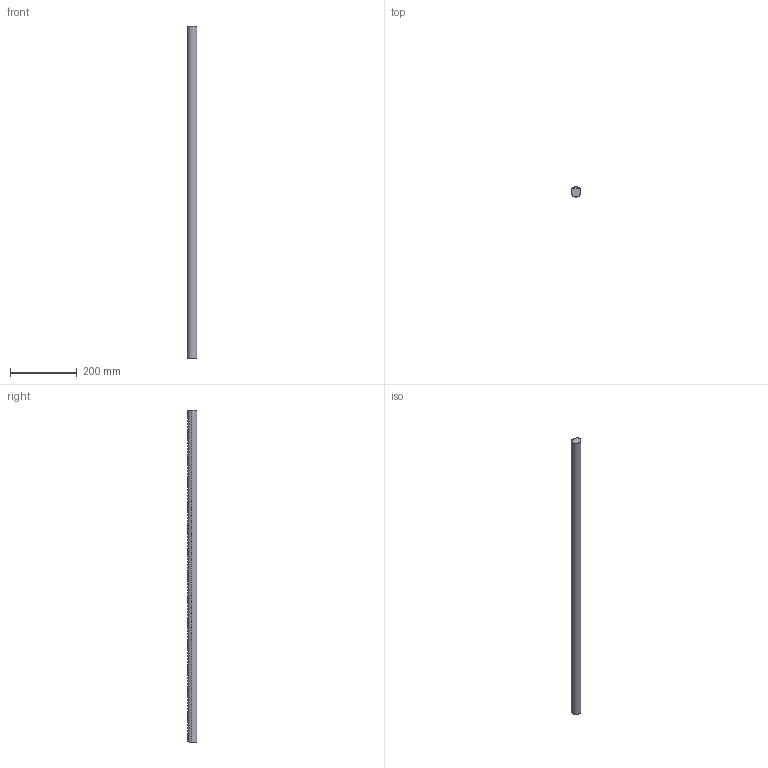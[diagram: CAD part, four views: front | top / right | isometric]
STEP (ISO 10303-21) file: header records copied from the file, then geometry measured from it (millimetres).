
FILE_DESCRIPTION (( 'STEP AP214' ), '1' );
FILE_NAME ('141-430-100.STEP', '2024-10-29T14:16:27', ( '' ), ( '' ), 'SwSTEP 2.0', 'SolidWorks 2021', '' );
FILE_SCHEMA (( 'AUTOMOTIVE_DESIGN' ));
Length unit declared in the file: millimetre
Products named in the file (1): 141-430-100
Bounding box: 30 x 29.97 x 998.38 mm (x, y, z)
Volume: 655417.9 mm3; surface area: 111041.9 mm2
Topology: 1 solids, 1 shells, 323 faces, 648 edges, 432 vertices
Faces by surface type: plane 321, cylinder 2
Entity records: 8242 total; most frequent: CARTESIAN_POINT 2040, ORIENTED_EDGE 1296, DIRECTION 1090, EDGE_CURVE 648, VERTEX_POINT 432, LINE 430, VECTOR 430, EDGE_LOOP 428
